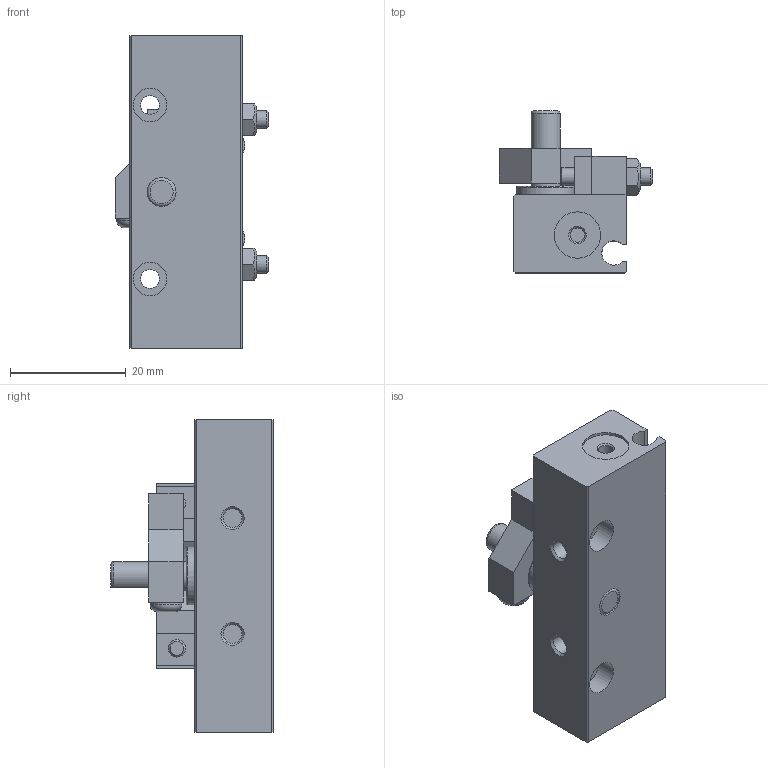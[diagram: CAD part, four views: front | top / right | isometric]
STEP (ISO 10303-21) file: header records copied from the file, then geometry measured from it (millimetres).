
FILE_DESCRIPTION( ( 'STEP AP203' ), '1' );
FILE_NAME( 'MCRJ-S-6-180(0).stp', '2020-07-16T09:55:59', ( 'License CC BY-ND 4.0' ), ( 'CADENAS' ), ' ', 'PARTsolutions', ' ' );
FILE_SCHEMA( ( 'CONFIG_CONTROL_DESIGN' ) );
Length unit declared in the file: millimetre
Products named in the file (3): MCRJ-S-6-180(0); _MCRJ-S-6-180_(b); _MCRJ-S-6-180_(r)
Assembly tree (2 placements, depth 2):
  MCRJ-S-6-180(0)
    _MCRJ-S-6-180_(b)
    _MCRJ-S-6-180_(r)
Bounding box: 26.5 x 28 x 54 mm (x, y, z)
Volume: 15692.5 mm3; surface area: 7321.2 mm2
Topology: 2 solids, 2 shells, 161 faces, 376 edges, 242 vertices
Faces by surface type: plane 116, cylinder 28, cone 10, torus 7
Full cylindrical faces by diameter (mm): 2.459 x2, 3 x4, 3.242 x4, 5 x2, 5.5 x4, 5.8 x4, 8 x2, 10 x1
Entity records: 4487 total; most frequent: CARTESIAN_POINT 845, DIRECTION 719, ORIENTED_EDGE 660, EDGE_CURVE 330, LINE 241, VECTOR 241, AXIS2_PLACEMENT_3D 239, VERTEX_POINT 235
